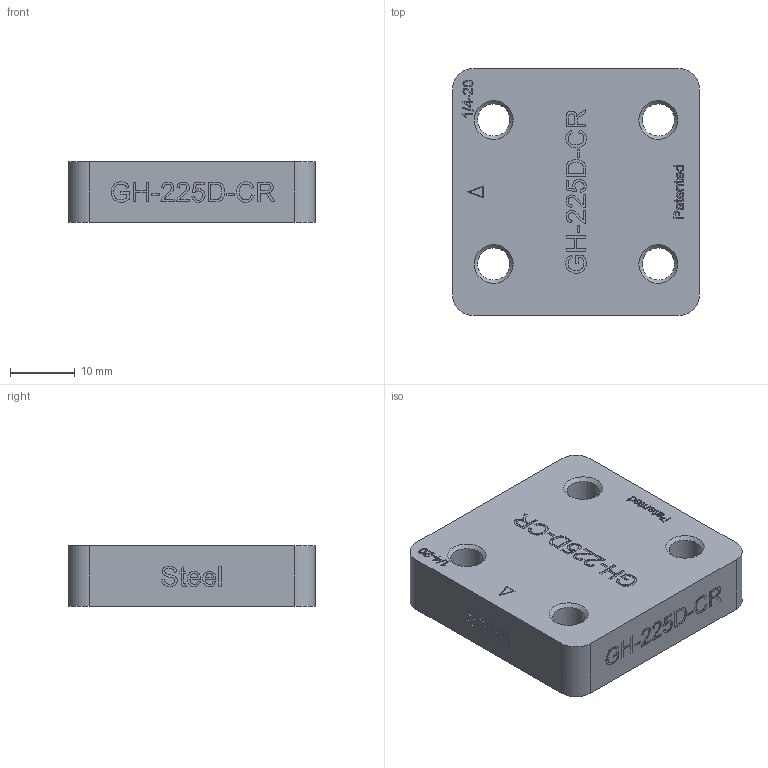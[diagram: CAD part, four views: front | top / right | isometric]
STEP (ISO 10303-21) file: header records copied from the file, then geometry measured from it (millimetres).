
FILE_DESCRIPTION(/* description */ ('.37 x 1.50 x 1.50 lg. (#10 threads)'),/* implementation_level */ '2;1');
FILE_NAME(/* name */ 'GH-225D-CR.stp',/* time_stamp */ '2023-02-07T08:19:30-05:00',/* author */ ('rwoods'),/* organization */ ('QuickClampBase LLC.'),/* preprocessor_version */ 'ST-DEVELOPER v19.2',/* originating_system */ 'Autodesk Inventor 2023',/* authorisation */ '');
FILE_SCHEMA (('AUTOMOTIVE_DESIGN { 1 0 10303 214 3 1 1 }'));
Length unit declared in the file: inch
Products named in the file (1): GH-225D-CR
Bounding box: 38.1 x 38.1 x 9.4 mm (x, y, z)
Volume: 12807.6 mm3; surface area: 4760.5 mm2
Topology: 1 solids, 1 shells, 754 faces, 2037 edges, 1358 vertices
Faces by surface type: plane 399, bspline 343, cylinder 8, cone 4
Full cylindrical faces by diameter (mm): 4.978 x4
Entity records: 27169 total; most frequent: CARTESIAN_POINT 9711, ORIENTED_EDGE 4074, DIRECTION 2199, EDGE_CURVE 2037, VERTEX_POINT 1358, LINE 1327, VECTOR 1327, EDGE_LOOP 835
